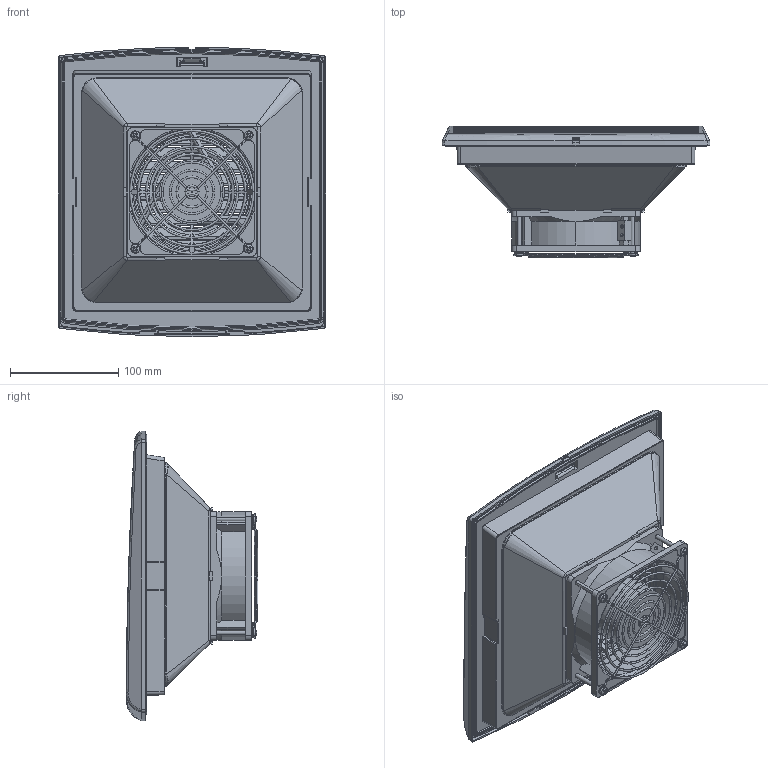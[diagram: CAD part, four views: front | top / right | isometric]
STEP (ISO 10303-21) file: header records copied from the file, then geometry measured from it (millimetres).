
FILE_DESCRIPTION(('STEP AP242'),'1');
FILE_NAME('filterfan_nsycvf165m115pf.stp','2018-12-19T06:12:26',('TraceParts'),('TraceParts S.A.'),'Spatial InterOp 3D',' ',' ');
FILE_SCHEMA(('AP242_MANAGED_MODEL_BASED_3D_ENGINEERING_MIM_LF {1 0 10303 442 1 1 4}'));
Length unit declared in the file: millimetre
Products named in the file (1): filterfan_nsycvf165m115pf_1
Bounding box: 248 x 122.01 x 267.99 mm (x, y, z)
Volume: 737077.3 mm3; surface area: 421468 mm2
Topology: 11 solids, 15 shells, 1655 faces, 4611 edges, 2817 vertices
Faces by surface type: plane 831, cylinder 419, torus 200, cone 137, bspline 52, sphere 16
Entity records: 56750 total; most frequent: CARTESIAN_POINT 15219, ORIENTED_EDGE 9210, DIRECTION 8142, EDGE_CURVE 4605, AXIS2_PLACEMENT_3D 2819, VERTEX_POINT 2817, LINE 2504, VECTOR 2504
